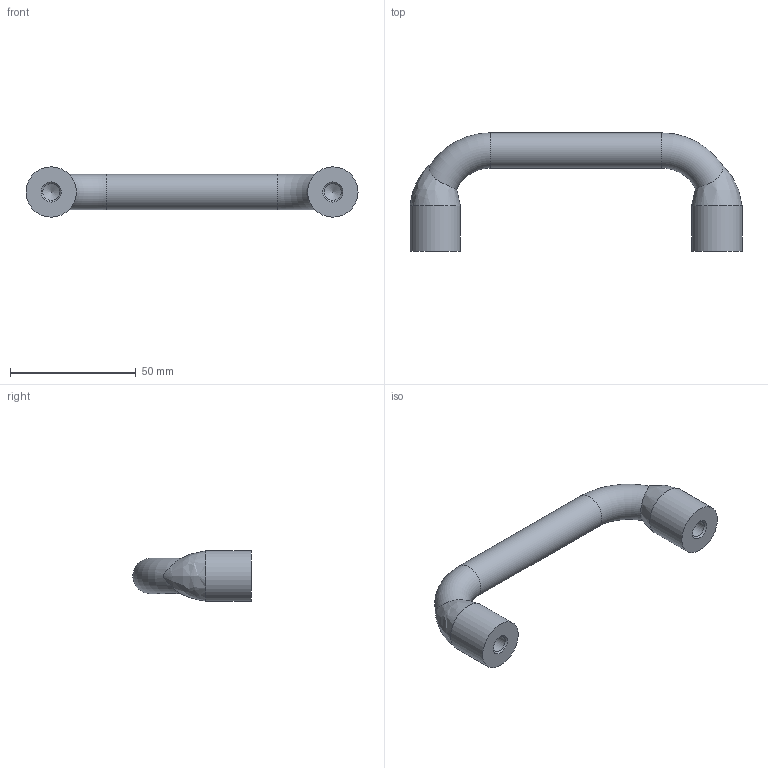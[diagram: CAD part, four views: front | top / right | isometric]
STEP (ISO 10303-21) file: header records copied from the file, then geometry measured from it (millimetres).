
FILE_DESCRIPTION( ( 'STEP AP214' ), '1' );
FILE_NAME( 'K0186.11208.stp', '2020-11-26T11:35:02', ( '' ), ( '' ), ' ', 'PARTsolutions', ' ' );
FILE_SCHEMA( ( 'AUTOMOTIVE_DESIGN { 1 0 10303 214 1 1 1 1 }' ) );
Length unit declared in the file: millimetre
Products named in the file (1): _K0186.11208
Bounding box: 132 x 47 x 20 mm (x, y, z)
Volume: 33186.8 mm3; surface area: 9982.8 mm2
Topology: 1 solids, 1 shells, 15 faces, 34 edges, 21 vertices
Faces by surface type: cylinder 5, cone 4, torus 2, bspline 2, plane 2
Full cylindrical faces by diameter (mm): 6.647 x2, 14.002 x1, 20 x2
Entity records: 735 total; most frequent: CARTESIAN_POINT 363, DIRECTION 48, EDGE_LOOP 28, ORIENTED_EDGE 28, AXIS2_PLACEMENT_3D 24, FACE_OUTER_BOUND 24, VERTEX_POINT 16, STYLED_ITEM 15
